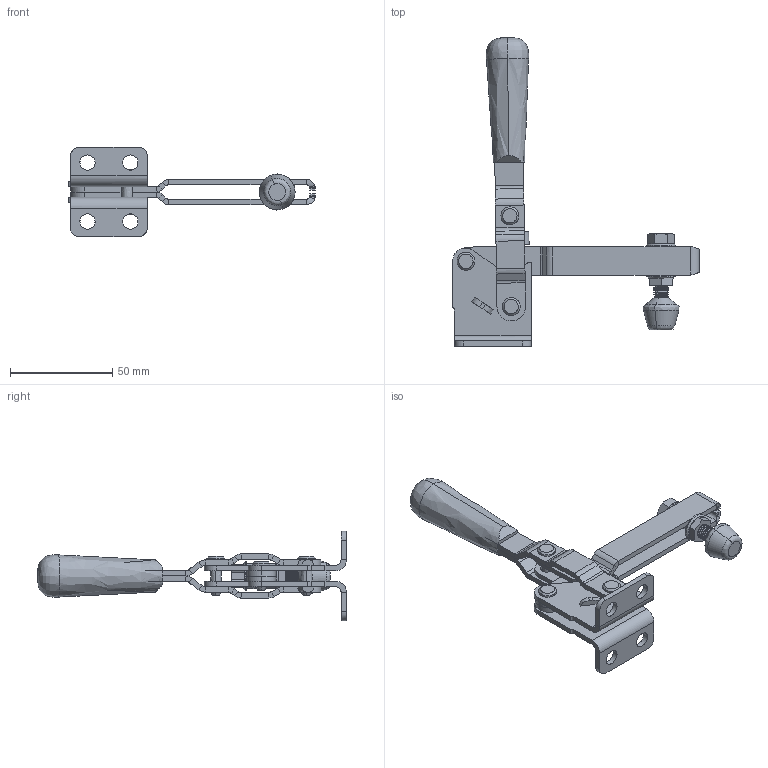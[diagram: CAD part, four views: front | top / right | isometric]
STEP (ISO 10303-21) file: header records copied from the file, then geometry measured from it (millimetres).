
FILE_DESCRIPTION(('FreeCAD Model'),'2;1');
FILE_NAME('Open CASCADE Shape Model','2025-05-09T08:25:14',('FreeCAD'),( 'FreeCAD'),'Open CASCADE STEP processor 7.6','FreeCAD','Unknown');
FILE_SCHEMA(('AUTOMOTIVE_DESIGN { 1 0 10303 214 1 1 1 1 }'));
Length unit declared in the file: millimetre
Products named in the file (1): Open CASCADE STEP translator 7.6 1
Bounding box: 120.67 x 151.13 x 43.73 mm (x, y, z)
Volume: 48689 mm3; surface area: 39552.4 mm2
Topology: 17 solids, 17 shells, 704 faces, 1703 edges, 1041 vertices
Faces by surface type: bspline 704
Entity records: 22536 total; most frequent: CARTESIAN_POINT 12549, ORIENTED_EDGE 3402, EDGE_CURVE 1701, B_SPLINE_CURVE_WITH_KNOTS 1161, VERTEX_POINT 1041, FACE_BOUND 768, EDGE_LOOP 768, ADVANCED_FACE 704
